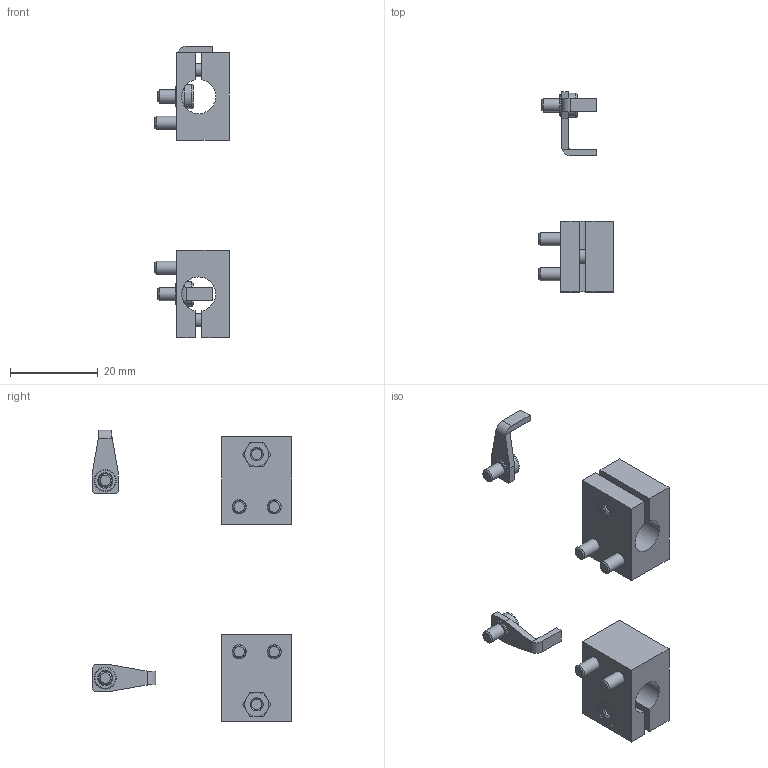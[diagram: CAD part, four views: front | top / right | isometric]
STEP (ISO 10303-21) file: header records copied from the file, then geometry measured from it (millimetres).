
FILE_DESCRIPTION(/* description */ ('STEP AP214'),/* implementation_level */ '2;1');
FILE_NAME(/* name */ '564311_DASI-B10-25-S8',/* time_stamp */ '2024-08-14T17:19:27+02:00',/* author */ ('License CC BY-ND 4.0'),/* organization */ ('CADENAS'),/* preprocessor_version */ 'ST-DEVELOPER v19.3',/* originating_system */ 'PARTsolutions',/* authorisation */ ' ');
FILE_SCHEMA (('AUTOMOTIVE_DESIGN {1 0 10303 214 3 1 1}'));
Length unit declared in the file: millimetre
Products named in the file (6): 564311 DASI-B10-25-S8---(HGRT-25-A); 564311 DASI-B10-25-S8---(KB); DIN-912 - M3x14(F); 564311 DASI-B10-25-S8---(SS); 564311 DASI-B10-25-S8---(SN); DIN-7984 - M3x6(F)
Assembly tree (12 placements, depth 2):
  564311 DASI-B10-25-S8---(HGRT-25-A)
    564311 DASI-B10-25-S8---(KB)  x2
    DIN-912 - M3x14(F)  x4
    564311 DASI-B10-25-S8---(SS)  x2
    564311 DASI-B10-25-S8---(SN)  x2
    DIN-7984 - M3x6(F)  x2
Bounding box: 17 x 45.5 x 66.5 mm (x, y, z)
Volume: 6252.8 mm3; surface area: 6643.2 mm2
Topology: 12 solids, 12 shells, 314 faces, 642 edges, 376 vertices
Faces by surface type: plane 182, cone 86, cylinder 44, torus 2
Full cylindrical faces by diameter (mm): 2.459 x2, 3 x10, 3.2 x10, 5 x2, 5.5 x8, 5.9 x6
Entity records: 3427 total; most frequent: CARTESIAN_POINT 614, DIRECTION 576, ORIENTED_EDGE 462, EDGE_CURVE 231, AXIS2_PLACEMENT_3D 227, FACE_BOUND 184, EDGE_LOOP 182, VERTEX_POINT 157
